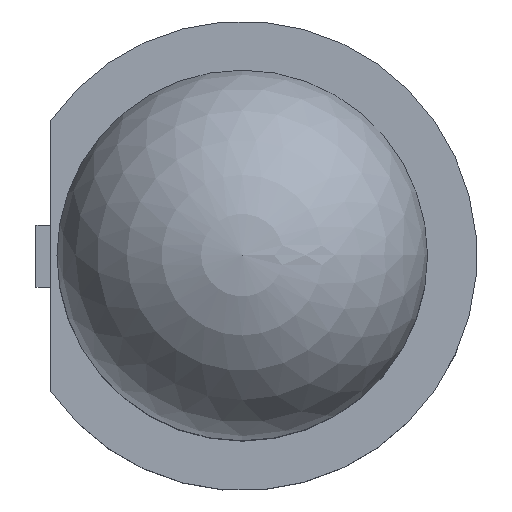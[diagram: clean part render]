
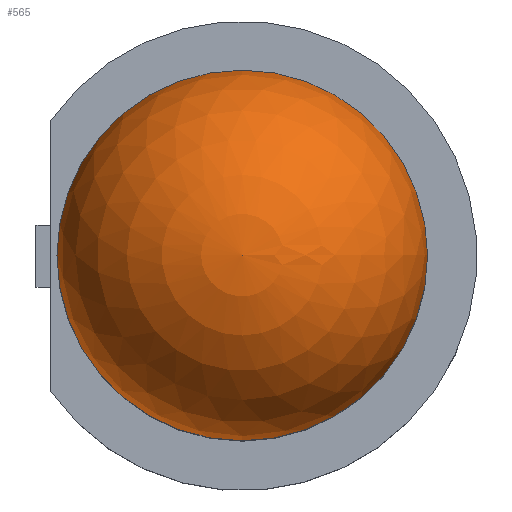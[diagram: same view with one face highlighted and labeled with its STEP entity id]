
A CAD part, top view. The second image highlights one B-rep face of the part: STEP entity #565.
In plain terms, the highlighted spherical face has radius 1.5 mm.
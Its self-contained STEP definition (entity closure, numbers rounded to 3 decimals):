
#13=DIRECTION('',(0.,0.,1.));
#14=DIRECTION('',(1.,0.,0.));
#403=EDGE_CURVE('',#404,#404,#406,.T.);
#404=VERTEX_POINT('',#405);
#405=CARTESIAN_POINT('',(1.5,0.,4.));
#406=CIRCLE('',#407,1.5);
#407=AXIS2_PLACEMENT_3D('',#408,#13,#14);
#408=CARTESIAN_POINT('',(0.,0.,4.));
#565=ADVANCED_FACE('',(#566),#579,.T.);
#566=FACE_BOUND('',#567,.T.);
#567=EDGE_LOOP('',(#568,#577,#578));
#568=ORIENTED_EDGE('',*,*,#569,.T.);
#569=EDGE_CURVE('',#404,#570,#572,.T.);
#570=VERTEX_POINT('',#571);
#571=CARTESIAN_POINT('',(0.,0.,5.5));
#572=CIRCLE('',#573,1.5);
#573=AXIS2_PLACEMENT_3D('',#574,#575,#576);
#574=CARTESIAN_POINT('',(0.,0.,4.));
#575=DIRECTION('',(0.,-1.,0.));
#576=DIRECTION('',(1.,0.,0.));
#577=ORIENTED_EDGE('',*,*,#569,.F.);
#578=ORIENTED_EDGE('',*,*,#403,.T.);
#579=SPHERICAL_SURFACE('',#580,1.5);
#580=AXIS2_PLACEMENT_3D('',#574,#13,#14);
